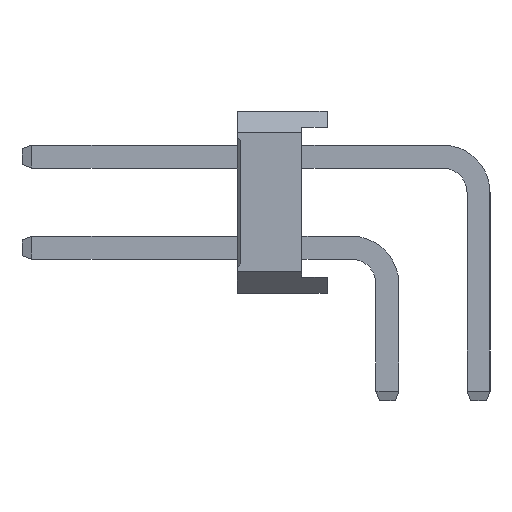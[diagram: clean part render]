
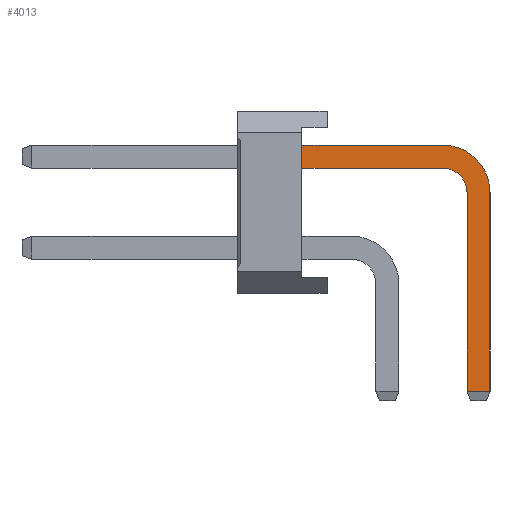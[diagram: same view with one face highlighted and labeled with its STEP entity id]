
A CAD part, left-side view. The second image highlights one B-rep face of the part: STEP entity #4013.
In plain terms, the highlighted planar face has unit normal (-1, 0, 0).
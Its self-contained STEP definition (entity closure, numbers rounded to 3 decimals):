
#4013=ADVANCED_FACE('',(#12932),#12934,.T.);
#12932=FACE_BOUND('',#12933,.T.);
#12933=EDGE_LOOP('',(#19971,#19972,#19973,#19974,#19975,#19976,#19977,#19978));
#12934=PLANE('',#12935);
#12935=AXIS2_PLACEMENT_3D('',#12936,#12937,#12938);
#12936=CARTESIAN_POINT('',(-0.32,-2.22,-3.));
#12937=DIRECTION('',(-1.,0.,0.));
#12938=DIRECTION('',(0.,-1.,0.));
#19971=ORIENTED_EDGE('',*,*,#24274,.T.);
#19972=ORIENTED_EDGE('',*,*,#24275,.T.);
#19973=ORIENTED_EDGE('',*,*,#24276,.T.);
#19974=ORIENTED_EDGE('',*,*,#24277,.T.);
#19975=ORIENTED_EDGE('',*,*,#23141,.T.);
#19976=ORIENTED_EDGE('',*,*,#24273,.F.);
#19977=ORIENTED_EDGE('',*,*,#24278,.F.);
#19978=ORIENTED_EDGE('',*,*,#24279,.F.);
#23141=EDGE_CURVE('',#26302,#26300,#26303,.T.);
#24273=EDGE_CURVE('',#28088,#26300,#28090,.T.);
#24274=EDGE_CURVE('',#28091,#28092,#28093,.T.);
#24275=EDGE_CURVE('',#28092,#28094,#28095,.T.);
#24276=EDGE_CURVE('',#28094,#28096,#28097,.T.);
#24277=EDGE_CURVE('',#28096,#26302,#28098,.T.);
#24278=EDGE_CURVE('',#28099,#28088,#28100,.T.);
#24279=EDGE_CURVE('',#28091,#28099,#28101,.T.);
#26300=VERTEX_POINT('',#31640);
#26302=VERTEX_POINT('',#31644);
#26303=LINE('',#31645,#31646);
#28088=VERTEX_POINT('',#35766);
#28090=LINE('',#35770,#35771);
#28091=VERTEX_POINT('',#35773);
#28092=VERTEX_POINT('',#35774);
#28093=LINE('',#35775,#35776);
#28094=VERTEX_POINT('',#35778);
#28095=LINE('',#35779,#35780);
#28096=VERTEX_POINT('',#35782);
#28097=CIRCLE('',#35783,1.32);
#28098=LINE('',#35787,#35788);
#28099=VERTEX_POINT('',#35790);
#28100=CIRCLE('',#35791,0.68);
#28101=LINE('',#35795,#35796);
#31640=CARTESIAN_POINT('',(-0.32,2.38,3.49));
#31644=CARTESIAN_POINT('',(-0.32,2.38,4.13));
#31645=CARTESIAN_POINT('',(-0.32,2.38,4.13));
#31646=VECTOR('',#31647,1.);
#31647=DIRECTION('',(0.,0.,-1.));
#35766=CARTESIAN_POINT('',(-0.32,-1.54,3.49));
#35770=CARTESIAN_POINT('',(-0.32,-1.54,3.49));
#35771=VECTOR('',#35772,1.);
#35772=DIRECTION('',(0.,1.,0.));
#35773=CARTESIAN_POINT('',(-0.32,-2.22,-2.725));
#35774=CARTESIAN_POINT('',(-0.32,-2.86,-2.725));
#35775=CARTESIAN_POINT('',(-0.32,-2.22,-2.725));
#35776=VECTOR('',#35777,1.);
#35777=DIRECTION('',(0.,-1.,0.));
#35778=CARTESIAN_POINT('',(-0.32,-2.86,2.81));
#35779=CARTESIAN_POINT('',(-0.32,-2.86,-2.725));
#35780=VECTOR('',#35781,1.);
#35781=DIRECTION('',(0.,0.,1.));
#35782=CARTESIAN_POINT('',(-0.32,-1.54,4.13));
#35783=AXIS2_PLACEMENT_3D('',#35784,#35785,#35786);
#35784=CARTESIAN_POINT('',(-0.32,-1.54,2.81));
#35785=DIRECTION('',(-1.,0.,0.));
#35786=DIRECTION('',(0.,-1.,0.));
#35787=CARTESIAN_POINT('',(-0.32,-1.54,4.13));
#35788=VECTOR('',#35789,1.);
#35789=DIRECTION('',(0.,1.,0.));
#35790=CARTESIAN_POINT('',(-0.32,-2.22,2.81));
#35791=AXIS2_PLACEMENT_3D('',#35792,#35793,#35794);
#35792=CARTESIAN_POINT('',(-0.32,-1.54,2.81));
#35793=DIRECTION('',(-1.,0.,0.));
#35794=DIRECTION('',(0.,-1.,0.));
#35795=CARTESIAN_POINT('',(-0.32,-2.22,-2.725));
#35796=VECTOR('',#35797,1.);
#35797=DIRECTION('',(0.,0.,1.));
